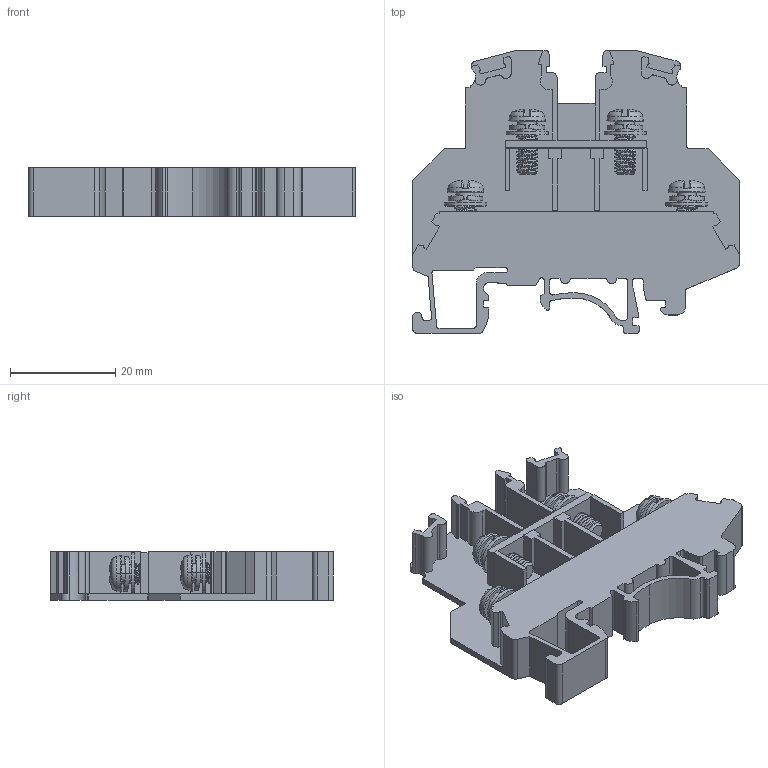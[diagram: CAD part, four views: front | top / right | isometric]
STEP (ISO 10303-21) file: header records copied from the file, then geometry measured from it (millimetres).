
FILE_DESCRIPTION((''),'2;1');
FILE_NAME('PRT0001','2022-10-20T',('ASUS'),(''),'PRO/ENGINEER BY PARAMETRIC TECHNOLOGY CORPORATION, 2013230','PRO/ENGINEER BY PARAMETRIC TECHNOLOGY CORPORATION, 2013230','');
FILE_SCHEMA(('CONFIG_CONTROL_DESIGN'));
Length unit declared in the file: millimetre
Products named in the file (1): PRT0001
Bounding box: 62.05 x 53.69 x 9.2 mm (x, y, z)
Volume: 11497.7 mm3; surface area: 11106.2 mm2
Topology: 7 solids, 7 shells, 650 faces, 1728 edges, 1100 vertices
Faces by surface type: plane 252, bspline 174, cylinder 168, cone 32, torus 16, sphere 8
Entity records: 34738 total; most frequent: CARTESIAN_POINT 19877, ORIENTED_EDGE 3440, DIRECTION 2534, EDGE_CURVE 1720, VERTEX_POINT 1100, VECTOR 854, LINE 854, AXIS2_PLACEMENT_3D 840
